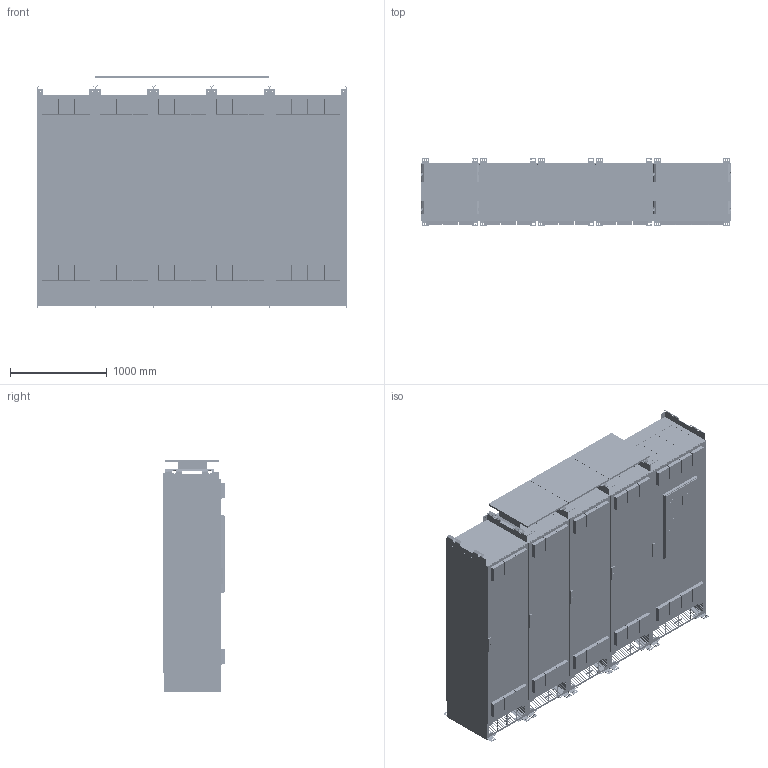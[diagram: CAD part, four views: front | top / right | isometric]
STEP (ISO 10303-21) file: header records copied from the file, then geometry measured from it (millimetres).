
FILE_DESCRIPTION(/* description */ (''),/* implementation_level */ '2;1');
FILE_NAME(/* name */ '181K5193.stp',/* time_stamp */ '2026-02-19T08:14:52+02:00',/* author */ (''),/* organization */ (''),/* preprocessor_version */ 'ST-DEVELOPER v20',/* originating_system */ 'SIEMENS PLM Software NX2312.3002',/* authorisation */ '');
FILE_SCHEMA (('AUTOMOTIVE_DESIGN { 1 0 10303 214 3 1 1 1 }'));
Products named in the file (14): 181K4913; 181K4892; 181K4896; 181K4907; 181K4915; 181K4890; 181K4894; 181K4903; 181K4943; 181K4942; 181K4936; 181K4941; 181K4946; 181K5193
Assembly tree (17 placements, depth 3):
  181K5193
    181K4942
    181K4946  x3
      181K4903
      181K4894
      181K4890
      181K4915
    181K4941
      181K4907
      181K4896
      181K4892
    181K4936
      181K4913
      181K4894
      181K4890
    181K4943
Bounding box: 3200 x 706.8 x 2402.16 mm (x, y, z)
Volume: 2046223271.4 mm3; surface area: 94590627.8 mm2
Topology: 20 solids, 76 shells, 7326 faces, 19850 edges, 13137 vertices
Faces by surface type: plane 5869, cylinder 870, torus 288, extrusion 158, cone 92, bspline 49
Full cylindrical faces by diameter (mm): 3 x5, 6.5 x10, 7 x9, 8 x1, 8.5 x6, 10 x36, 10.5 x44, 12.2 x5, 13 x15, 15 x12, 15.5 x96, 18 x30, 19.788 x5, 25.854 x3, 26 x9, 28 x1, 28.338 x1, 28.472 x1, 46 x60, 65 x20
Entity records: 188001 total; most frequent: CARTESIAN_POINT 37160, ORIENTED_EDGE 26362, DIRECTION 24060, EDGE_CURVE 13181, VECTOR 11530, LINE 11392, VERTEX_POINT 8993, EDGE_LOOP 6630
